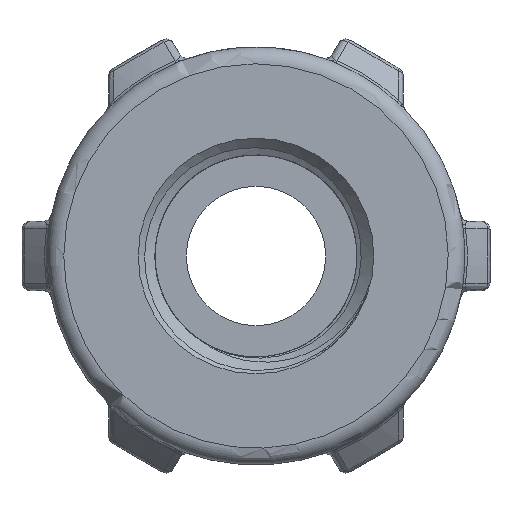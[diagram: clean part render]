
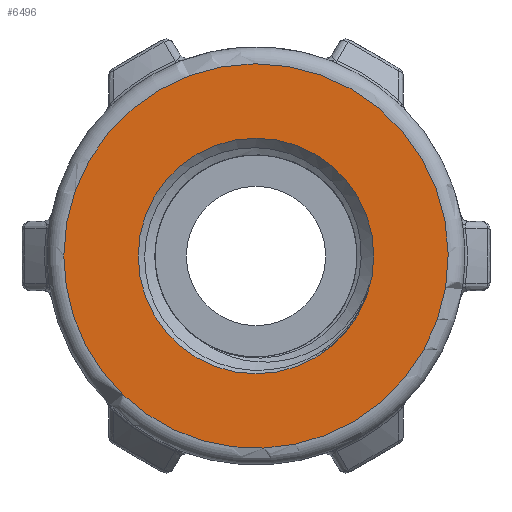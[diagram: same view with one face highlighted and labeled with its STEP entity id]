
A CAD part, left-side view. The second image highlights one B-rep face of the part: STEP entity #6496.
In plain terms, the highlighted planar face has unit normal (-1, 0, 0).
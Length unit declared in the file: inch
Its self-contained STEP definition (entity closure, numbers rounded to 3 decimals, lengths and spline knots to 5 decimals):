
#822=CARTESIAN_POINT('',(-1.0,0.69,0.0));
#823=VERTEX_POINT('',#822);
#824=CARTESIAN_POINT('',(-1.0,0.0,0.0));
#825=DIRECTION('',(1.0,0.0,0.0));
#826=DIRECTION('',(0.0,-1.0,0.0));
#827=AXIS2_PLACEMENT_3D('',#824,#825,#826);
#828=CIRCLE('',#827,0.69);
#829=EDGE_CURVE('',#823,#823,#828,.T.);
#6477=CARTESIAN_POINT('',(-1.0,0.58643,0.0));
#6478=DIRECTION('',(-1.0,0.0,0.0));
#6479=DIRECTION('',(0.0,0.0,1.0));
#6480=AXIS2_PLACEMENT_3D('',#6477,#6478,#6479);
#6481=PLANE('',#6480);
#6482=ORIENTED_EDGE('',*,*,#829,.F.);
#6483=EDGE_LOOP('',(#6482));
#6484=FACE_OUTER_BOUND('',#6483,.T.);
#6485=CARTESIAN_POINT('',(-1.0,0.42286,0.0));
#6486=VERTEX_POINT('',#6485);
#6487=CARTESIAN_POINT('',(-1.0,0.0,0.0));
#6488=DIRECTION('',(1.0,0.0,0.0));
#6489=DIRECTION('',(0.0,1.0,0.0));
#6490=AXIS2_PLACEMENT_3D('',#6487,#6488,#6489);
#6491=CIRCLE('',#6490,0.42286);
#6492=EDGE_CURVE('',#6486,#6486,#6491,.T.);
#6493=ORIENTED_EDGE('',*,*,#6492,.T.);
#6494=EDGE_LOOP('',(#6493));
#6495=FACE_BOUND('',#6494,.T.);
#6496=ADVANCED_FACE('',(#6484,#6495),#6481,.T.);
